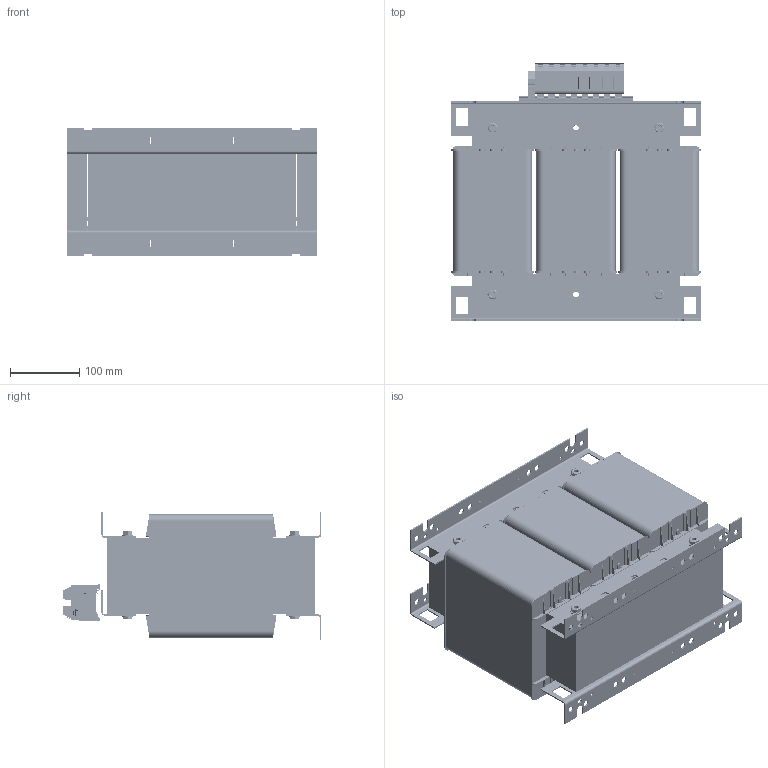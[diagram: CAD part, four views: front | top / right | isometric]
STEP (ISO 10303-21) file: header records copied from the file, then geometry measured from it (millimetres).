
FILE_DESCRIPTION(/* description */ (''),/* implementation_level */ '2;1');
FILE_NAME(/* name */ 'AUTX31,5.stp',/* time_stamp */ '2022-08-24T13:18:41+02:00',/* author */ ('amr'),/* organization */ (''),/* preprocessor_version */ 'ST-DEVELOPER v16.13',/* originating_system */ 'Autodesk Inventor 2018',/* authorisation */ '');
FILE_SCHEMA (('AUTOMOTIVE_DESIGN { 1 0 10303 214 3 1 1 }'));
Products named in the file (1): AUTX31,5
Bounding box: 360 x 371.3 x 184 mm (x, y, z)
Volume: 15100540.9 mm3; surface area: 1851272.2 mm2
Topology: 37 solids, 37 shells, 2793 faces, 7506 edges, 4844 vertices
Faces by surface type: plane 2065, cylinder 690, cone 26, bspline 12
Full cylindrical faces by diameter (mm): 3.5 x8, 4.917 x8, 6.647 x12, 7.3 x16, 8 x6, 8.6 x8, 9 x40, 12 x20, 16 x8
Entity records: 140893 total; most frequent: CARTESIAN_POINT 68960, ORIENTED_EDGE 14616, DIRECTION 14302, EDGE_CURVE 7308, LINE 5682, VECTOR 5682, VERTEX_POINT 4798, AXIS2_PLACEMENT_3D 4310
